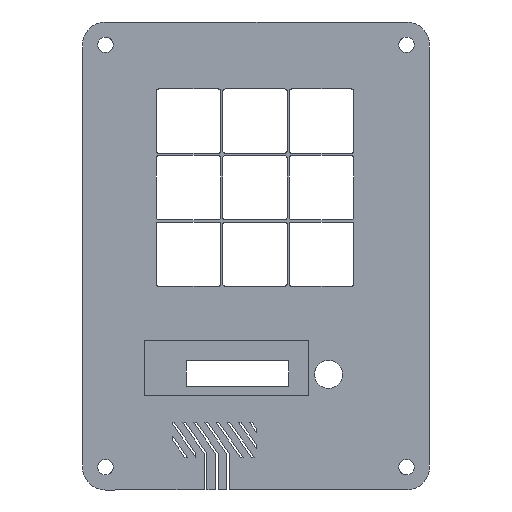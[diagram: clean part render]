
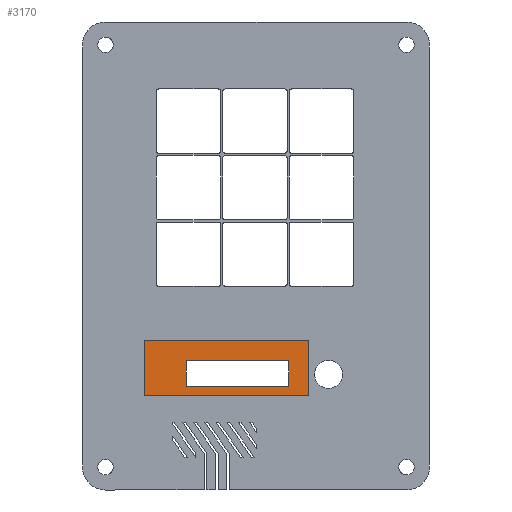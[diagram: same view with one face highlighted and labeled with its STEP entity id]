
A CAD part, front view. The second image highlights one B-rep face of the part: STEP entity #3170.
In plain terms, the highlighted planar face has unit normal (0, -1, 0).
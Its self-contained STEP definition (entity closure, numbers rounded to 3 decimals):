
#70=FACE_BOUND('',#587,.T.);
#390=FACE_OUTER_BOUND('',#586,.T.);
#586=EDGE_LOOP('',(#2866,#2867,#2868,#2869));
#587=EDGE_LOOP('',(#2870,#2871,#2872,#2873));
#909=LINE('',#5289,#1240);
#912=LINE('',#5294,#1243);
#914=LINE('',#5298,#1245);
#915=LINE('',#5299,#1246);
#916=LINE('',#5302,#1247);
#917=LINE('',#5304,#1248);
#918=LINE('',#5306,#1249);
#919=LINE('',#5307,#1250);
#1240=VECTOR('',#4295,10.);
#1243=VECTOR('',#4300,10.);
#1245=VECTOR('',#4304,10.);
#1246=VECTOR('',#4305,10.);
#1247=VECTOR('',#4306,10.);
#1248=VECTOR('',#4307,10.);
#1249=VECTOR('',#4308,10.);
#1250=VECTOR('',#4309,10.);
#1553=VERTEX_POINT('',#5287);
#1554=VERTEX_POINT('',#5288);
#1555=VERTEX_POINT('',#5293);
#1556=VERTEX_POINT('',#5297);
#1557=VERTEX_POINT('',#5300);
#1558=VERTEX_POINT('',#5301);
#1559=VERTEX_POINT('',#5303);
#1560=VERTEX_POINT('',#5305);
#1997=EDGE_CURVE('',#1553,#1554,#909,.T.);
#2000=EDGE_CURVE('',#1554,#1555,#912,.T.);
#2002=EDGE_CURVE('',#1555,#1556,#914,.T.);
#2003=EDGE_CURVE('',#1556,#1553,#915,.T.);
#2004=EDGE_CURVE('',#1557,#1558,#916,.T.);
#2005=EDGE_CURVE('',#1559,#1557,#917,.T.);
#2006=EDGE_CURVE('',#1560,#1559,#918,.T.);
#2007=EDGE_CURVE('',#1558,#1560,#919,.T.);
#2866=ORIENTED_EDGE('',*,*,#2002,.F.);
#2867=ORIENTED_EDGE('',*,*,#2000,.F.);
#2868=ORIENTED_EDGE('',*,*,#1997,.F.);
#2869=ORIENTED_EDGE('',*,*,#2003,.F.);
#2870=ORIENTED_EDGE('',*,*,#2004,.F.);
#2871=ORIENTED_EDGE('',*,*,#2005,.F.);
#2872=ORIENTED_EDGE('',*,*,#2006,.F.);
#2873=ORIENTED_EDGE('',*,*,#2007,.F.);
#3018=PLANE('',#3455);
#3170=ADVANCED_FACE('',(#390,#70),#3018,.F.);
#3455=AXIS2_PLACEMENT_3D('',#5296,#4302,#4303);
#4295=DIRECTION('',(1.,0.,0.));
#4300=DIRECTION('',(0.,0.,-1.));
#4302=DIRECTION('center_axis',(0.,1.,0.));
#4303=DIRECTION('ref_axis',(0.,0.,1.));
#4304=DIRECTION('',(-1.,0.,0.));
#4305=DIRECTION('',(0.,0.,1.));
#4306=DIRECTION('',(-1.,0.,0.));
#4307=DIRECTION('',(0.,0.,1.));
#4308=DIRECTION('',(1.,0.,0.));
#4309=DIRECTION('',(0.,0.,-1.));
#5287=CARTESIAN_POINT('',(-0.086,1.,14.824));
#5288=CARTESIAN_POINT('',(35.714,1.,14.824));
#5289=CARTESIAN_POINT('',(2.414,1.,14.824));
#5293=CARTESIAN_POINT('',(35.714,1.,2.824));
#5294=CARTESIAN_POINT('',(35.714,1.,2.824));
#5296=CARTESIAN_POINT('Origin',(20.314,1.,8.824));
#5297=CARTESIAN_POINT('',(-0.086,1.,2.824));
#5298=CARTESIAN_POINT('',(4.914,1.,2.824));
#5299=CARTESIAN_POINT('',(-0.086,1.,2.824));
#5300=CARTESIAN_POINT('',(31.384,1.,10.508));
#5301=CARTESIAN_POINT('',(9.,1.,10.508));
#5302=CARTESIAN_POINT('',(14.657,1.,10.508));
#5303=CARTESIAN_POINT('',(31.384,1.,4.924));
#5304=CARTESIAN_POINT('',(31.384,1.,9.666));
#5305=CARTESIAN_POINT('',(9.,1.,4.924));
#5306=CARTESIAN_POINT('',(25.849,1.,4.924));
#5307=CARTESIAN_POINT('',(9.,1.,6.874));
